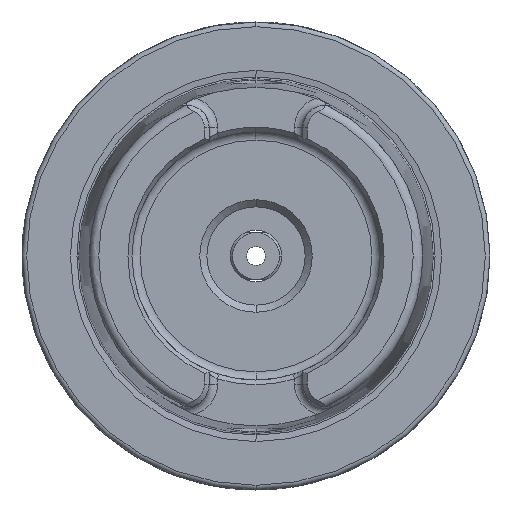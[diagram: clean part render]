
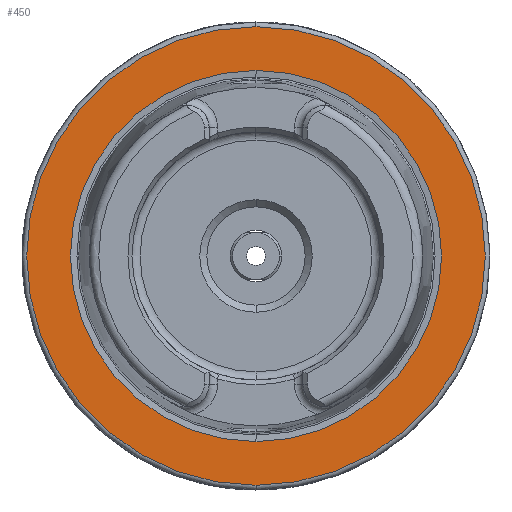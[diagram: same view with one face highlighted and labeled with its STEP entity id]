
A CAD part, left-side view. The second image highlights one B-rep face of the part: STEP entity #450.
In plain terms, the highlighted planar face has unit normal (-1, 0, 0).
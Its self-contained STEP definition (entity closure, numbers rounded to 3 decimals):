
#417 = DIRECTION ( 'NONE',  ( 0., 0., -1. ) ) ;
#450 = ADVANCED_FACE ( 'NONE', ( #3930, #7076 ), #3458, .T. ) ;
#797 = CARTESIAN_POINT ( 'NONE',  ( 0., 0., 0. ) ) ;
#833 = ORIENTED_EDGE ( 'NONE', *, *, #7835, .T. ) ;
#1198 = CARTESIAN_POINT ( 'NONE',  ( 0., 0., -39.647 ) ) ;
#1271 = CARTESIAN_POINT ( 'NONE',  ( 0., 0., -49. ) ) ;
#1434 = DIRECTION ( 'NONE',  ( 0., 0., -1. ) ) ;
#1464 = EDGE_LOOP ( 'NONE', ( #3721, #6496 ) ) ;
#1503 = DIRECTION ( 'NONE',  ( 1., 0., 0. ) ) ;
#2185 = CIRCLE ( 'NONE', #5626, 49. ) ;
#2523 = AXIS2_PLACEMENT_3D ( 'NONE', #7952, #2819, #6594 ) ;
#2819 = DIRECTION ( 'NONE',  ( -1., 0., 0. ) ) ;
#2989 = EDGE_CURVE ( 'NONE', #7056, #7227, #5690, .T. ) ;
#3292 = CIRCLE ( 'NONE', #5444, 39.647 ) ;
#3308 = EDGE_CURVE ( 'NONE', #7227, #7056, #2185, .T. ) ;
#3458 = PLANE ( 'NONE',  #2523 ) ;
#3721 = ORIENTED_EDGE ( 'NONE', *, *, #2989, .F. ) ;
#3742 = DIRECTION ( 'NONE',  ( 1., 0., 0. ) ) ;
#3770 = CIRCLE ( 'NONE', #4968, 39.647 ) ;
#3822 = ORIENTED_EDGE ( 'NONE', *, *, #6800, .T. ) ;
#3842 = CARTESIAN_POINT ( 'NONE',  ( 0., 0., 39.647 ) ) ;
#3930 = FACE_BOUND ( 'NONE', #8146, .T. ) ;
#4209 = DIRECTION ( 'NONE',  ( 1., 0., 0. ) ) ;
#4968 = AXIS2_PLACEMENT_3D ( 'NONE', #797, #5238, #1434 ) ;
#5238 = DIRECTION ( 'NONE',  ( 1., 0., 0. ) ) ;
#5302 = CARTESIAN_POINT ( 'NONE',  ( 0., 0., 0. ) ) ;
#5339 = AXIS2_PLACEMENT_3D ( 'NONE', #5302, #1503, #5932 ) ;
#5444 = AXIS2_PLACEMENT_3D ( 'NONE', #7989, #4209, #417 ) ;
#5626 = AXIS2_PLACEMENT_3D ( 'NONE', #7520, #3742, #8159 ) ;
#5690 = CIRCLE ( 'NONE', #5339, 49. ) ;
#5932 = DIRECTION ( 'NONE',  ( 0., 0., -1. ) ) ;
#6446 = VERTEX_POINT ( 'NONE', #3842 ) ;
#6496 = ORIENTED_EDGE ( 'NONE', *, *, #3308, .F. ) ;
#6511 = CARTESIAN_POINT ( 'NONE',  ( 0., 0., 49. ) ) ;
#6594 = DIRECTION ( 'NONE',  ( 0., 0., 1. ) ) ;
#6800 = EDGE_CURVE ( 'NONE', #6446, #7019, #3292, .T. ) ;
#7019 = VERTEX_POINT ( 'NONE', #1198 ) ;
#7056 = VERTEX_POINT ( 'NONE', #1271 ) ;
#7076 = FACE_OUTER_BOUND ( 'NONE', #1464, .T. ) ;
#7227 = VERTEX_POINT ( 'NONE', #6511 ) ;
#7520 = CARTESIAN_POINT ( 'NONE',  ( 0., 0., 0. ) ) ;
#7835 = EDGE_CURVE ( 'NONE', #7019, #6446, #3770, .T. ) ;
#7952 = CARTESIAN_POINT ( 'NONE',  ( 0., 39.647, 0. ) ) ;
#7989 = CARTESIAN_POINT ( 'NONE',  ( 0., 0., 0. ) ) ;
#8146 = EDGE_LOOP ( 'NONE', ( #3822, #833 ) ) ;
#8159 = DIRECTION ( 'NONE',  ( 0., 0., -1. ) ) ;
